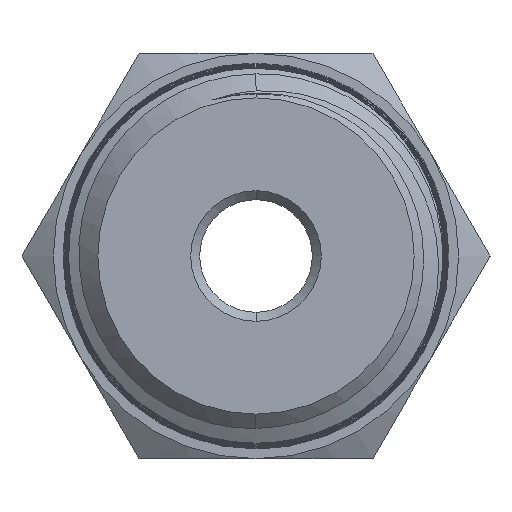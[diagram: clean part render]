
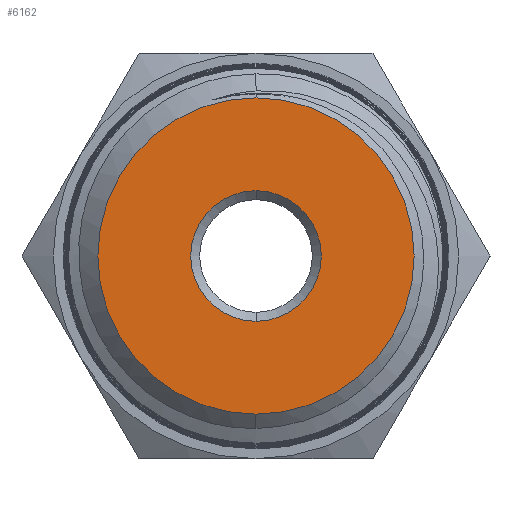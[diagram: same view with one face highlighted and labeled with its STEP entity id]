
A CAD part, front view. The second image highlights one B-rep face of the part: STEP entity #6162.
In plain terms, the highlighted planar face has unit normal (0, -1, 0).
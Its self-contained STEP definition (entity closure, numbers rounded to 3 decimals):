
#54 = AXIS2_PLACEMENT_3D ( 'NONE', #41604, #19040, #45365 ) ;
#2217 = EDGE_CURVE ( 'NONE', #36684, #27962, #17680, .T. ) ;
#4766 = CIRCLE ( 'NONE', #8890, 2.9 ) ;
#4790 = EDGE_LOOP ( 'NONE', ( #20497, #11620 ) ) ;
#4964 = DIRECTION ( 'NONE',  ( 0., -1., 0. ) ) ;
#6162 = ADVANCED_FACE ( 'NONE', ( #40600, #41795 ), #8550, .T. ) ;
#6447 = CARTESIAN_POINT ( 'NONE',  ( 0., -11.5, 0. ) ) ;
#6546 = EDGE_CURVE ( 'NONE', #27962, #36684, #4766, .T. ) ;
#8550 = PLANE ( 'NONE',  #37616 ) ;
#8890 = AXIS2_PLACEMENT_3D ( 'NONE', #39846, #17272, #43620 ) ;
#10012 = CARTESIAN_POINT ( 'NONE',  ( 0., -11.5, 7.025 ) ) ;
#10211 = DIRECTION ( 'NONE',  ( 0., 0., 1. ) ) ;
#10986 = CARTESIAN_POINT ( 'NONE',  ( 0., -11.5, 0. ) ) ;
#11439 = EDGE_LOOP ( 'NONE', ( #15673, #48019 ) ) ;
#11620 = ORIENTED_EDGE ( 'NONE', *, *, #2217, .T. ) ;
#14211 = AXIS2_PLACEMENT_3D ( 'NONE', #6447, #32782, #10211 ) ;
#14804 = DIRECTION ( 'NONE',  ( 0., 0., 1. ) ) ;
#15673 = ORIENTED_EDGE ( 'NONE', *, *, #36755, .F. ) ;
#17272 = DIRECTION ( 'NONE',  ( 0., 1., 0. ) ) ;
#17657 = VERTEX_POINT ( 'NONE', #10012 ) ;
#17680 = CIRCLE ( 'NONE', #54, 2.9 ) ;
#18324 = VERTEX_POINT ( 'NONE', #44752 ) ;
#19040 = DIRECTION ( 'NONE',  ( 0., 1., 0. ) ) ;
#20497 = ORIENTED_EDGE ( 'NONE', *, *, #6546, .T. ) ;
#27495 = CARTESIAN_POINT ( 'NONE',  ( 0., -11.5, 0. ) ) ;
#27962 = VERTEX_POINT ( 'NONE', #40079 ) ;
#30554 = EDGE_CURVE ( 'NONE', #18324, #17657, #30588, .T. ) ;
#30588 = CIRCLE ( 'NONE', #37522, 7.025 ) ;
#31293 = DIRECTION ( 'NONE',  ( 0., 0., -1. ) ) ;
#32782 = DIRECTION ( 'NONE',  ( 0., 1., 0. ) ) ;
#36684 = VERTEX_POINT ( 'NONE', #47592 ) ;
#36755 = EDGE_CURVE ( 'NONE', #18324, #17657, #45790, .T. ) ;
#37368 = DIRECTION ( 'NONE',  ( 0., -1., 0. ) ) ;
#37522 = AXIS2_PLACEMENT_3D ( 'NONE', #10986, #37368, #14804 ) ;
#37616 = AXIS2_PLACEMENT_3D ( 'NONE', #27495, #4964, #31293 ) ;
#39846 = CARTESIAN_POINT ( 'NONE',  ( 0., -11.5, 0. ) ) ;
#40079 = CARTESIAN_POINT ( 'NONE',  ( 0., -11.5, -2.9 ) ) ;
#40600 = FACE_BOUND ( 'NONE', #4790, .T. ) ;
#41604 = CARTESIAN_POINT ( 'NONE',  ( 0., -11.5, 0. ) ) ;
#41795 = FACE_OUTER_BOUND ( 'NONE', #11439, .T. ) ;
#43620 = DIRECTION ( 'NONE',  ( 0., 0., -1. ) ) ;
#44752 = CARTESIAN_POINT ( 'NONE',  ( 0., -11.5, -7.025 ) ) ;
#45365 = DIRECTION ( 'NONE',  ( 0., 0., -1. ) ) ;
#45790 = CIRCLE ( 'NONE', #14211, 7.025 ) ;
#47592 = CARTESIAN_POINT ( 'NONE',  ( 0., -11.5, 2.9 ) ) ;
#48019 = ORIENTED_EDGE ( 'NONE', *, *, #30554, .T. ) ;
